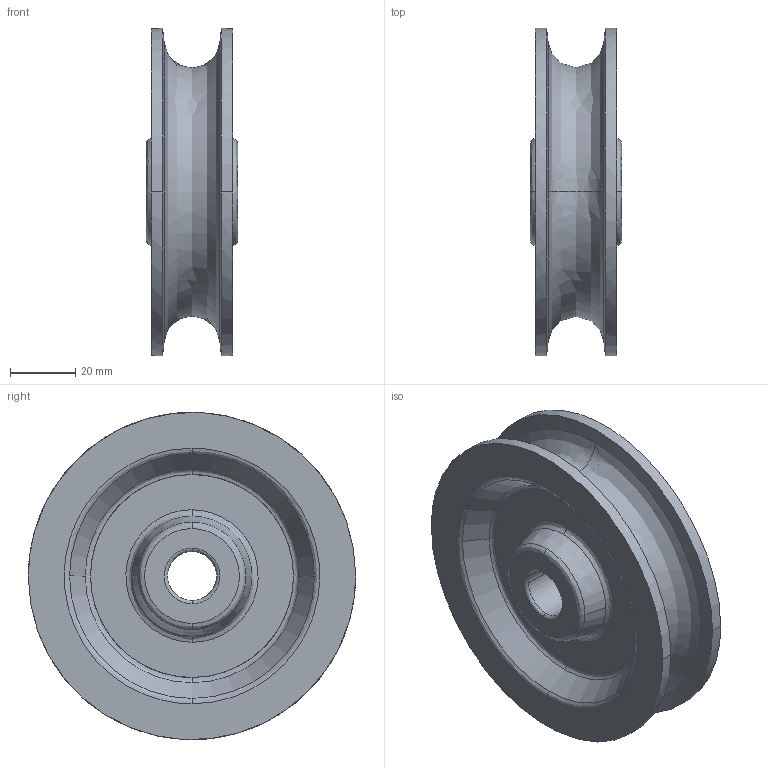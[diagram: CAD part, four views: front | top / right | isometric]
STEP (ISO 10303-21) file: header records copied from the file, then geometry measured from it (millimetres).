
FILE_DESCRIPTION (( 'STEP AP214' ), '1' );
FILE_NAME ('0015943_E100-2_(A-01).step', '2019-10-01T07:27:20', ( '' ), ( '' ), 'SwSTEP 2.0', 'SolidWorks 2018', '' );
FILE_SCHEMA (( 'AUTOMOTIVE_DESIGN' ));
Length unit declared in the file: millimetre
Products named in the file (1): 0015943_E100-2_(A-01)
Bounding box: 28 x 100 x 100 mm (x, y, z)
Surface area: 31587.1 mm2 (no closed solid volume)
Topology: 0 solids, 163 shells, 209 faces, 958 edges, 916 vertices
Faces by surface type: plane 114, bspline 71, cylinder 12, cone 12
Entity records: 11793 total; most frequent: CARTESIAN_POINT 4879, DIRECTION 1096, ORIENTED_EDGE 1070, EDGE_CURVE 958, VERTEX_POINT 916, VECTOR 642, LINE 642, EDGE_LOOP 237
